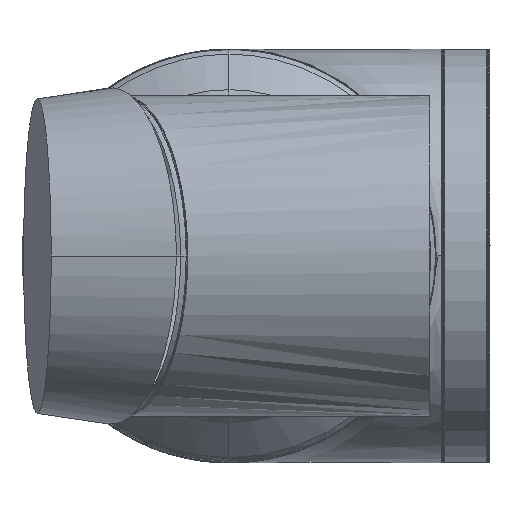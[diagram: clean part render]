
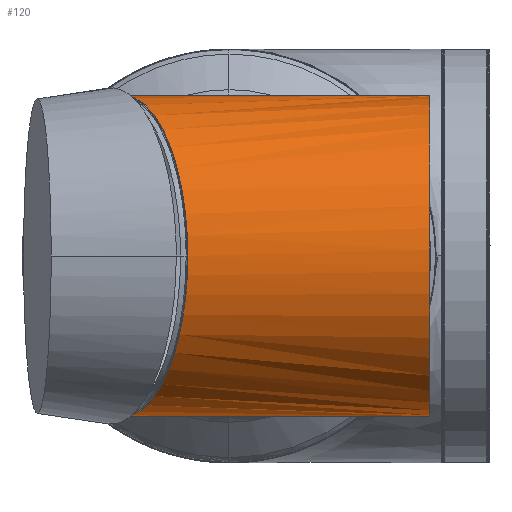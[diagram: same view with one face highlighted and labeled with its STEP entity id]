
A CAD part, left-side view. The second image highlights one B-rep face of the part: STEP entity #120.
In plain terms, the highlighted free-form (B-spline) face has degree [2, 1] with [5, 2] control points.
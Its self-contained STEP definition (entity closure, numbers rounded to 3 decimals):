
#120=ADVANCED_FACE('',(#220),#1369,.T.);
#220=FACE_OUTER_BOUND('',#328,.T.);
#328=EDGE_LOOP('',(#729,#730,#731,#732,#733));
#729=ORIENTED_EDGE('',*,*,#946,.T.);
#730=ORIENTED_EDGE('',*,*,#905,.T.);
#731=ORIENTED_EDGE('',*,*,#889,.T.);
#732=ORIENTED_EDGE('',*,*,#947,.T.);
#733=ORIENTED_EDGE('',*,*,#949,.T.);
#889=EDGE_CURVE('',#1249,#1250,#1131,.T.);
#905=EDGE_CURVE('',#1259,#1249,#1137,.T.);
#946=EDGE_CURVE('',#1280,#1259,#1012,.T.);
#947=EDGE_CURVE('',#1250,#1281,#1013,.T.);
#949=EDGE_CURVE('',#1281,#1280,#1167,.T.);
#1012=B_SPLINE_CURVE_WITH_KNOTS('',1,(#11286,#11287),.UNSPECIFIED.,.F.,
 .F.,(2,2),(-86.335,0.),.UNSPECIFIED.);
#1013=B_SPLINE_CURVE_WITH_KNOTS('',1,(#11288,#11289),.UNSPECIFIED.,.F.,
 .F.,(2,2),(-86.335,0.),.UNSPECIFIED.);
#1131=(
BOUNDED_CURVE()
B_SPLINE_CURVE(3,(#10303,#10304,#10305,#10306),.UNSPECIFIED.,.F.,.F.)
B_SPLINE_CURVE_WITH_KNOTS((4,4),(0.,82.179),.UNSPECIFIED.)
CURVE()
GEOMETRIC_REPRESENTATION_ITEM()
RATIONAL_B_SPLINE_CURVE((1.,0.805,0.805,1.))
REPRESENTATION_ITEM('')
);
#1137=(
BOUNDED_CURVE()
B_SPLINE_CURVE(3,(#10929,#10930,#10931,#10932),.UNSPECIFIED.,.F.,.F.)
B_SPLINE_CURVE_WITH_KNOTS((4,4),(0.,82.179),.UNSPECIFIED.)
CURVE()
GEOMETRIC_REPRESENTATION_ITEM()
RATIONAL_B_SPLINE_CURVE((1.,0.805,0.805,1.))
REPRESENTATION_ITEM('')
);
#1167=(
BOUNDED_CURVE()
B_SPLINE_CURVE(2,(#11297,#11298,#11299,#11300,#11301,#11302,#11303),
 .UNSPECIFIED.,.F.,.F.)
B_SPLINE_CURVE_WITH_KNOTS((3,2,2,3),(-180.,-123.733,
-90.,0.),.UNSPECIFIED.)
CURVE()
GEOMETRIC_REPRESENTATION_ITEM()
RATIONAL_B_SPLINE_CURVE((1.,0.817,0.863,0.89,
1.,0.707,1.))
REPRESENTATION_ITEM('')
);
#1249=VERTEX_POINT('',#9182);
#1250=VERTEX_POINT('',#9183);
#1259=VERTEX_POINT('',#9192);
#1280=VERTEX_POINT('',#9213);
#1281=VERTEX_POINT('',#9214);
#1369=(
BOUNDED_SURFACE()
B_SPLINE_SURFACE(2,1,((#9091,#9092),(#9093,#9094),(#9095,#9096),(#9097,
#9098),(#9099,#9100)),.UNSPECIFIED.,.F.,.F.,.F.)
B_SPLINE_SURFACE_WITH_KNOTS((3,2,3),(2,2),(70.686,141.372,
212.058),(8.754,95.089),.UNSPECIFIED.)
GEOMETRIC_REPRESENTATION_ITEM()
RATIONAL_B_SPLINE_SURFACE(((1.,1.),(0.707,0.707),
(1.,1.),(0.707,0.707),(1.,1.)))
REPRESENTATION_ITEM('')
SURFACE()
);
#9091=CARTESIAN_POINT('',(-1183.935,-9.165,172.15));
#9092=CARTESIAN_POINT('',(-1183.935,-95.,172.15));
#9093=CARTESIAN_POINT('',(-1228.935,-9.277,172.15));
#9094=CARTESIAN_POINT('',(-1228.935,-95.001,172.15));
#9095=CARTESIAN_POINT('',(-1228.935,-9.3,127.15));
#9096=CARTESIAN_POINT('',(-1228.935,-95.,127.15));
#9097=CARTESIAN_POINT('',(-1228.935,-9.277,82.15));
#9098=CARTESIAN_POINT('',(-1228.935,-95.001,82.15));
#9099=CARTESIAN_POINT('',(-1183.935,-9.165,82.15));
#9100=CARTESIAN_POINT('',(-1183.935,-95.,82.15));
#9182=CARTESIAN_POINT('',(-1228.935,-27.265,127.15));
#9183=CARTESIAN_POINT('',(-1183.935,-9.165,82.15));
#9192=CARTESIAN_POINT('',(-1183.935,-9.165,172.15));
#9213=CARTESIAN_POINT('',(-1183.935,-95.,172.15));
#9214=CARTESIAN_POINT('',(-1183.935,-95.,82.15));
#10303=CARTESIAN_POINT('',(-1228.935,-27.265,127.15));
#10304=CARTESIAN_POINT('',(-1228.935,-27.265,100.79));
#10305=CARTESIAN_POINT('',(-1210.295,-19.768,82.15));
#10306=CARTESIAN_POINT('',(-1183.935,-9.165,82.15));
#10929=CARTESIAN_POINT('',(-1183.935,-9.165,172.15));
#10930=CARTESIAN_POINT('',(-1210.295,-19.768,172.15));
#10931=CARTESIAN_POINT('',(-1228.935,-27.265,153.51));
#10932=CARTESIAN_POINT('',(-1228.935,-27.265,127.15));
#11286=CARTESIAN_POINT('',(-1183.935,-95.,172.15));
#11287=CARTESIAN_POINT('',(-1183.935,-9.165,172.15));
#11288=CARTESIAN_POINT('',(-1183.935,-9.165,82.15));
#11289=CARTESIAN_POINT('',(-1183.935,-95.,82.15));
#11297=CARTESIAN_POINT('',(-1183.935,-95.,82.15));
#11298=CARTESIAN_POINT('',(-1208.287,-95.,82.15));
#11299=CARTESIAN_POINT('',(-1221.607,-95.,102.538));
#11300=CARTESIAN_POINT('',(-1228.935,-95.,113.753));
#11301=CARTESIAN_POINT('',(-1228.935,-95.,127.15));
#11302=CARTESIAN_POINT('',(-1228.935,-95.,172.15));
#11303=CARTESIAN_POINT('',(-1183.935,-95.,172.15));
